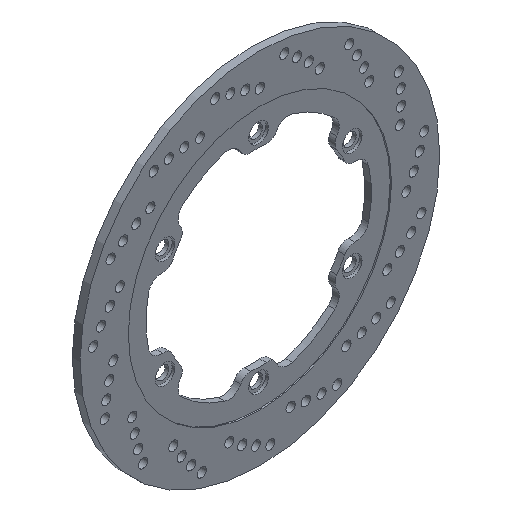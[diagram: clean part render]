
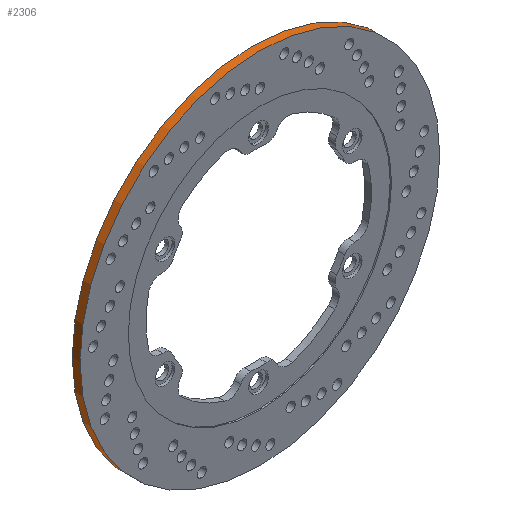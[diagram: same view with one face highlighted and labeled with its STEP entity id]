
A CAD part, isometric view. The second image highlights one B-rep face of the part: STEP entity #2306.
In plain terms, the highlighted cylindrical face has radius 138 mm (diameter 276 mm), a full revolution.
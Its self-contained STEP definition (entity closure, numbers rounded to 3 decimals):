
#167=FACE_OUTER_BOUND('',#347,.T.);
#347=EDGE_LOOP('',(#1600,#1601,#1602,#1603));
#545=LINE('',#3698,#655);
#655=VECTOR('',#2911,138.);
#766=CIRCLE('',#2441,138.);
#827=CIRCLE('',#2503,138.);
#986=VERTEX_POINT('',#3574);
#1047=VERTEX_POINT('',#3697);
#1207=EDGE_CURVE('',#986,#986,#766,.T.);
#1268=EDGE_CURVE('',#986,#1047,#545,.T.);
#1269=EDGE_CURVE('',#1047,#1047,#827,.T.);
#1600=ORIENTED_EDGE('',*,*,#1207,.T.);
#1601=ORIENTED_EDGE('',*,*,#1268,.T.);
#1602=ORIENTED_EDGE('',*,*,#1269,.T.);
#1603=ORIENTED_EDGE('',*,*,#1268,.F.);
#2195=CYLINDRICAL_SURFACE('',#2502,138.);
#2306=ADVANCED_FACE('',(#167),#2195,.T.);
#2441=AXIS2_PLACEMENT_3D('',#3575,#2787,#2788);
#2502=AXIS2_PLACEMENT_3D('',#3696,#2909,#2910);
#2503=AXIS2_PLACEMENT_3D('',#3699,#2912,#2913);
#2787=DIRECTION('center_axis',(0.,1.,0.));
#2788=DIRECTION('ref_axis',(0.866,0.,0.5));
#2909=DIRECTION('center_axis',(0.,-1.,0.));
#2910=DIRECTION('ref_axis',(-0.5,0.,-0.866));
#2911=DIRECTION('',(0.,1.,0.));
#2912=DIRECTION('center_axis',(0.,-1.,0.));
#2913=DIRECTION('ref_axis',(0.866,0.,-0.5));
#3574=CARTESIAN_POINT('',(69.,-6.,119.512));
#3575=CARTESIAN_POINT('Origin',(0.,-6.,0.));
#3696=CARTESIAN_POINT('Origin',(0.,-3.,
0.));
#3697=CARTESIAN_POINT('',(69.,0.,119.512));
#3698=CARTESIAN_POINT('',(69.,-3.,119.512));
#3699=CARTESIAN_POINT('Origin',(0.,0.,
0.));
